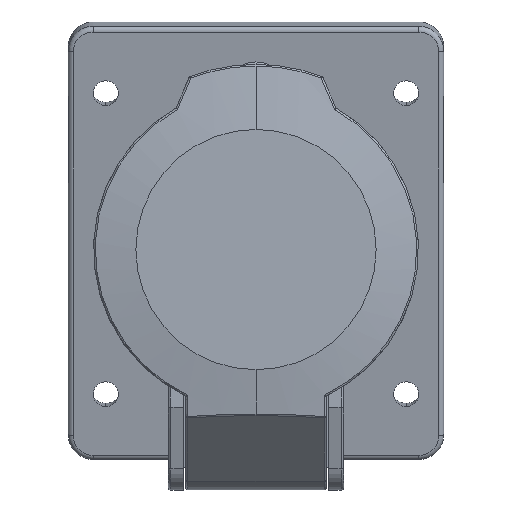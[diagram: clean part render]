
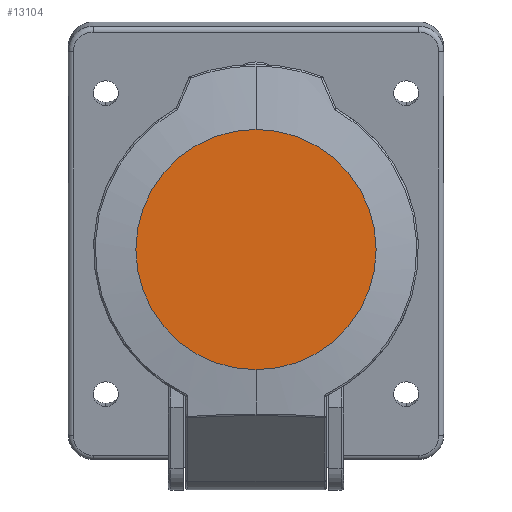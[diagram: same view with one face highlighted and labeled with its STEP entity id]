
A CAD part, top view. The second image highlights one B-rep face of the part: STEP entity #13104.
In plain terms, the highlighted face is planar.
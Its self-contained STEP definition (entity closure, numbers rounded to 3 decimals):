
#16 = AXIS2_PLACEMENT_3D ( 'NONE', #2489, #13195, #3838 ) ;
#1543 = CIRCLE ( 'NONE', #16, 24. ) ;
#2352 = CARTESIAN_POINT ( 'NONE',  ( 0., 0., 0. ) ) ;
#2489 = CARTESIAN_POINT ( 'NONE',  ( 0., 0., 0. ) ) ;
#2772 = VERTEX_POINT ( 'NONE', #4032 ) ;
#3022 = EDGE_LOOP ( 'NONE', ( #9702, #6942 ) ) ;
#3152 = AXIS2_PLACEMENT_3D ( 'NONE', #2352, #15630, #11762 ) ;
#3286 = EDGE_CURVE ( 'NONE', #9561, #2772, #1543, .T. ) ;
#3617 = EDGE_CURVE ( 'NONE', #2772, #9561, #10950, .T. ) ;
#3838 = DIRECTION ( 'NONE',  ( -1., 0., 0. ) ) ;
#4032 = CARTESIAN_POINT ( 'NONE',  ( -24., 0., 0. ) ) ;
#5529 = AXIS2_PLACEMENT_3D ( 'NONE', #16940, #10226, #16999 ) ;
#6942 = ORIENTED_EDGE ( 'NONE', *, *, #3617, .T. ) ;
#8729 = FACE_OUTER_BOUND ( 'NONE', #3022, .T. ) ;
#9561 = VERTEX_POINT ( 'NONE', #14193 ) ;
#9702 = ORIENTED_EDGE ( 'NONE', *, *, #3286, .T. ) ;
#10226 = DIRECTION ( 'NONE',  ( 0., 0., 1. ) ) ;
#10950 = CIRCLE ( 'NONE', #3152, 24. ) ;
#11762 = DIRECTION ( 'NONE',  ( -1., 0., 0. ) ) ;
#13104 = ADVANCED_FACE ( 'NONE', ( #8729 ), #17059, .F. ) ;
#13195 = DIRECTION ( 'NONE',  ( 0., 0., -1. ) ) ;
#14193 = CARTESIAN_POINT ( 'NONE',  ( 24., 0., 0. ) ) ;
#15630 = DIRECTION ( 'NONE',  ( 0., 0., -1. ) ) ;
#16940 = CARTESIAN_POINT ( 'NONE',  ( 0., 0., 0. ) ) ;
#16999 = DIRECTION ( 'NONE',  ( 1., 0., 0. ) ) ;
#17059 = PLANE ( 'NONE',  #5529 ) ;
